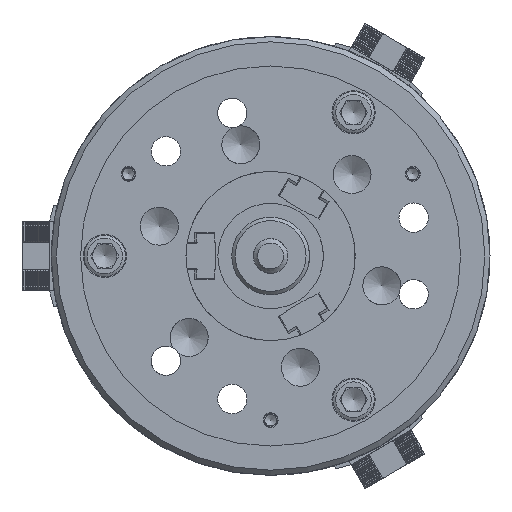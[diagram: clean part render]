
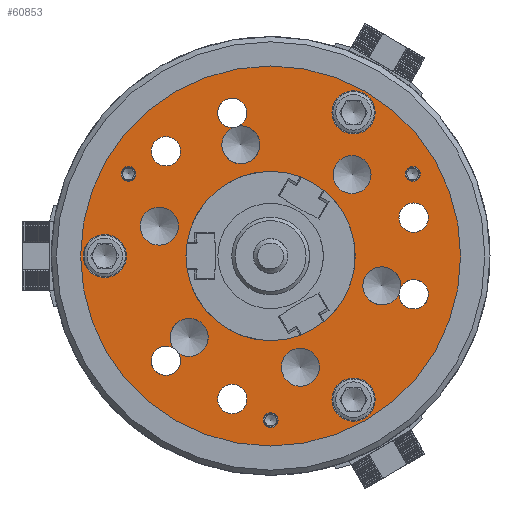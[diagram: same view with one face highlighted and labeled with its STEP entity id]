
A CAD part, left-side view. The second image highlights one B-rep face of the part: STEP entity #60853.
In plain terms, the highlighted planar face has unit normal (-1, 0, 0).
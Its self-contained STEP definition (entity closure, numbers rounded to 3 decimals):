
#674=CIRCLE('',#64430,4.3);
#679=CIRCLE('',#64440,4.3);
#680=CIRCLE('',#64442,11.);
#683=CIRCLE('',#64448,11.);
#684=CIRCLE('',#64450,11.);
#687=CIRCLE('',#64456,11.);
#688=CIRCLE('',#64458,11.);
#694=CIRCLE('',#64470,4.3);
#696=CIRCLE('',#64474,11.);
#700=CIRCLE('',#64481,8.5);
#714=CIRCLE('',#64508,8.5);
#728=CIRCLE('',#64534,8.5);
#738=CIRCLE('',#64552,12.5);
#749=CIRCLE('',#64573,8.5);
#766=CIRCLE('',#64604,12.5);
#772=CIRCLE('',#64615,8.5);
#783=CIRCLE('',#64636,12.5);
#795=CIRCLE('',#64658,8.5);
#806=CIRCLE('',#64678,110.);
#807=CIRCLE('',#64680,49.);
#17722=ORIENTED_EDGE('',*,*,#26152,.T.);
#17723=ORIENTED_EDGE('',*,*,#26232,.T.);
#17724=ORIENTED_EDGE('',*,*,#26243,.T.);
#17725=ORIENTED_EDGE('',*,*,#26280,.T.);
#17726=ORIENTED_EDGE('',*,*,#26342,.F.);
#17727=ORIENTED_EDGE('',*,*,#26274,.T.);
#17728=ORIENTED_EDGE('',*,*,#26343,.T.);
#17729=ORIENTED_EDGE('',*,*,#26305,.F.);
#17730=ORIENTED_EDGE('',*,*,#26146,.F.);
#17731=ORIENTED_EDGE('',*,*,#26317,.F.);
#17732=ORIENTED_EDGE('',*,*,#26143,.F.);
#17733=ORIENTED_EDGE('',*,*,#26137,.F.);
#17734=ORIENTED_EDGE('',*,*,#26134,.F.);
#17735=ORIENTED_EDGE('',*,*,#26208,.F.);
#17736=ORIENTED_EDGE('',*,*,#26130,.F.);
#17737=ORIENTED_EDGE('',*,*,#26127,.F.);
#17738=ORIENTED_EDGE('',*,*,#26180,.F.);
#17739=ORIENTED_EDGE('',*,*,#26123,.F.);
#17740=ORIENTED_EDGE('',*,*,#26122,.F.);
#17741=ORIENTED_EDGE('',*,*,#26117,.F.);
#26117=EDGE_CURVE('',#31927,#31927,#674,.T.);
#26122=EDGE_CURVE('',#31933,#31933,#679,.T.);
#26123=EDGE_CURVE('',#31934,#31934,#680,.T.);
#26127=EDGE_CURVE('',#31940,#31941,#683,.T.);
#26130=EDGE_CURVE('',#31942,#31942,#684,.T.);
#26134=EDGE_CURVE('',#31948,#31949,#687,.T.);
#26137=EDGE_CURVE('',#31950,#31950,#688,.T.);
#26143=EDGE_CURVE('',#31958,#31958,#694,.T.);
#26146=EDGE_CURVE('',#31962,#31963,#696,.T.);
#26152=EDGE_CURVE('',#31967,#31967,#700,.T.);
#26180=EDGE_CURVE('',#31941,#31940,#714,.T.);
#26208=EDGE_CURVE('',#31949,#31948,#728,.T.);
#26232=EDGE_CURVE('',#32029,#32029,#738,.T.);
#26243=EDGE_CURVE('',#32041,#32041,#749,.T.);
#26274=EDGE_CURVE('',#32061,#32061,#766,.T.);
#26280=EDGE_CURVE('',#32067,#32067,#772,.T.);
#26305=EDGE_CURVE('',#32086,#32086,#783,.T.);
#26317=EDGE_CURVE('',#31963,#31962,#795,.T.);
#26342=EDGE_CURVE('',#32117,#32117,#806,.T.);
#26343=EDGE_CURVE('',#32118,#32118,#807,.T.);
#31927=VERTEX_POINT('',#96741);
#31933=VERTEX_POINT('',#96757);
#31934=VERTEX_POINT('',#96760);
#31940=VERTEX_POINT('',#96777);
#31941=VERTEX_POINT('',#96778);
#31942=VERTEX_POINT('',#96783);
#31948=VERTEX_POINT('',#96800);
#31949=VERTEX_POINT('',#96801);
#31950=VERTEX_POINT('',#96806);
#31958=VERTEX_POINT('',#96826);
#31962=VERTEX_POINT('',#96839);
#31963=VERTEX_POINT('',#96840);
#31967=VERTEX_POINT('',#96853);
#32029=VERTEX_POINT('',#97028);
#32041=VERTEX_POINT('',#97061);
#32061=VERTEX_POINT('',#97126);
#32067=VERTEX_POINT('',#97143);
#32086=VERTEX_POINT('',#97197);
#32117=VERTEX_POINT('',#97284);
#32118=VERTEX_POINT('',#97287);
#51488=EDGE_LOOP('',(#17722));
#51489=EDGE_LOOP('',(#17723));
#51490=EDGE_LOOP('',(#17724));
#51491=EDGE_LOOP('',(#17725));
#51492=EDGE_LOOP('',(#17726));
#51493=EDGE_LOOP('',(#17727));
#51494=EDGE_LOOP('',(#17728));
#51495=EDGE_LOOP('',(#17729));
#51496=EDGE_LOOP('',(#17730,#17731));
#51497=EDGE_LOOP('',(#17732));
#51498=EDGE_LOOP('',(#17733));
#51499=EDGE_LOOP('',(#17734,#17735));
#51500=EDGE_LOOP('',(#17736));
#51501=EDGE_LOOP('',(#17737,#17738));
#51502=EDGE_LOOP('',(#17739));
#51503=EDGE_LOOP('',(#17740));
#51504=EDGE_LOOP('',(#17741));
#54918=FACE_BOUND('',#51488,.T.);
#54919=FACE_BOUND('',#51489,.T.);
#54920=FACE_BOUND('',#51490,.T.);
#54921=FACE_BOUND('',#51491,.T.);
#54922=FACE_BOUND('',#51492,.T.);
#54923=FACE_BOUND('',#51493,.T.);
#54924=FACE_BOUND('',#51494,.T.);
#54925=FACE_BOUND('',#51495,.T.);
#54926=FACE_BOUND('',#51496,.T.);
#54927=FACE_BOUND('',#51497,.T.);
#54928=FACE_BOUND('',#51498,.T.);
#54929=FACE_BOUND('',#51499,.T.);
#54930=FACE_BOUND('',#51500,.T.);
#54931=FACE_BOUND('',#51501,.T.);
#54932=FACE_BOUND('',#51502,.T.);
#54933=FACE_BOUND('',#51503,.T.);
#54934=FACE_BOUND('',#51504,.T.);
#57776=PLANE('',#64679);
#60853=ADVANCED_FACE('',(#54918,#54919,#54920,#54921,#54922,#54923,#54924,
#54925,#54926,#54927,#54928,#54929,#54930,#54931,#54932,#54933,#54934),
#57776,.T.);
#64430=AXIS2_PLACEMENT_3D('',#96740,#79238,#79239);
#64440=AXIS2_PLACEMENT_3D('',#96756,#79258,#79259);
#64442=AXIS2_PLACEMENT_3D('',#96759,#79262,#79263);
#64448=AXIS2_PLACEMENT_3D('',#96776,#79274,#79275);
#64450=AXIS2_PLACEMENT_3D('',#96782,#79280,#79281);
#64456=AXIS2_PLACEMENT_3D('',#96799,#79292,#79293);
#64458=AXIS2_PLACEMENT_3D('',#96805,#79298,#79299);
#64470=AXIS2_PLACEMENT_3D('',#96825,#79322,#79323);
#64474=AXIS2_PLACEMENT_3D('',#96838,#79330,#79331);
#64481=AXIS2_PLACEMENT_3D('',#96852,#79346,#79347);
#64508=AXIS2_PLACEMENT_3D('',#96918,#79414,#79415);
#64534=AXIS2_PLACEMENT_3D('',#96976,#79480,#79481);
#64552=AXIS2_PLACEMENT_3D('',#97027,#79530,#79531);
#64573=AXIS2_PLACEMENT_3D('',#97060,#79572,#79573);
#64604=AXIS2_PLACEMENT_3D('',#97125,#79648,#79649);
#64615=AXIS2_PLACEMENT_3D('',#97142,#79670,#79671);
#64636=AXIS2_PLACEMENT_3D('',#97196,#79726,#79727);
#64658=AXIS2_PLACEMENT_3D('',#97231,#79770,#79771);
#64678=AXIS2_PLACEMENT_3D('',#97283,#79824,#79825);
#64679=AXIS2_PLACEMENT_3D('',#97285,#79826,#79827);
#64680=AXIS2_PLACEMENT_3D('',#97286,#79828,#79829);
#79238=DIRECTION('',(-1.,0.,0.));
#79239=DIRECTION('',(0.,0.,1.));
#79258=DIRECTION('',(-1.,0.,0.));
#79259=DIRECTION('',(0.,0.,1.));
#79262=DIRECTION('',(-1.,0.,0.));
#79263=DIRECTION('',(0.,0.,1.));
#79274=DIRECTION('',(-1.,0.,0.));
#79275=DIRECTION('',(0.,0.,1.));
#79280=DIRECTION('',(-1.,0.,0.));
#79281=DIRECTION('',(0.,0.,1.));
#79292=DIRECTION('',(-1.,0.,0.));
#79293=DIRECTION('',(0.,0.,1.));
#79298=DIRECTION('',(-1.,0.,0.));
#79299=DIRECTION('',(0.,0.,1.));
#79322=DIRECTION('',(-1.,0.,0.));
#79323=DIRECTION('',(0.,0.,1.));
#79330=DIRECTION('',(-1.,0.,0.));
#79331=DIRECTION('',(0.,0.,1.));
#79346=DIRECTION('',(1.,0.,0.));
#79347=DIRECTION('',(0.,0.,-1.));
#79414=DIRECTION('',(-1.,0.,0.));
#79415=DIRECTION('',(0.,-0.866,-0.5));
#79480=DIRECTION('',(-1.,0.,0.));
#79481=DIRECTION('',(0.,0.866,-0.5));
#79530=DIRECTION('',(1.,0.,0.));
#79531=DIRECTION('',(0.,0.866,0.5));
#79572=DIRECTION('',(1.,0.,0.));
#79573=DIRECTION('',(0.,0.866,0.5));
#79648=DIRECTION('',(1.,0.,0.));
#79649=DIRECTION('',(0.,-0.866,0.5));
#79670=DIRECTION('',(1.,0.,0.));
#79671=DIRECTION('',(0.,-0.866,0.5));
#79726=DIRECTION('',(-1.,0.,0.));
#79727=DIRECTION('',(0.,0.,1.));
#79770=DIRECTION('',(-1.,0.,0.));
#79771=DIRECTION('',(0.,0.,1.));
#79824=DIRECTION('',(1.,0.,0.));
#79825=DIRECTION('',(0.,0.,-1.));
#79826=DIRECTION('',(-1.,0.,0.));
#79827=DIRECTION('',(0.,0.,1.));
#79828=DIRECTION('',(1.,0.,0.));
#79829=DIRECTION('',(0.,0.,-1.));
#96740=CARTESIAN_POINT('',(-84.,82.272,47.5));
#96741=CARTESIAN_POINT('',(-84.,82.272,51.8));
#96756=CARTESIAN_POINT('',(-84.,-82.272,47.5));
#96757=CARTESIAN_POINT('',(-84.,-82.272,51.8));
#96759=CARTESIAN_POINT('',(-84.,64.403,17.257));
#96760=CARTESIAN_POINT('',(-84.,64.403,28.257));
#96776=CARTESIAN_POINT('',(-84.,17.257,64.403));
#96777=CARTESIAN_POINT('',(-84.,22.047,74.305));
#96778=CARTESIAN_POINT('',(-84.,18.059,75.374));
#96782=CARTESIAN_POINT('',(-84.,-47.146,47.146));
#96783=CARTESIAN_POINT('',(-84.,-47.146,58.146));
#96799=CARTESIAN_POINT('',(-84.,-64.403,-17.257));
#96800=CARTESIAN_POINT('',(-84.,-75.374,-18.059));
#96801=CARTESIAN_POINT('',(-84.,-74.305,-22.047));
#96805=CARTESIAN_POINT('',(-84.,-17.257,-64.403));
#96806=CARTESIAN_POINT('',(-84.,-17.257,-53.403));
#96825=CARTESIAN_POINT('',(-84.,0.,-95.));
#96826=CARTESIAN_POINT('',(-84.,0.,-90.7));
#96838=CARTESIAN_POINT('',(-84.,47.146,-47.146));
#96839=CARTESIAN_POINT('',(-84.,53.326,-56.246));
#96840=CARTESIAN_POINT('',(-84.,56.246,-53.326));
#96852=CARTESIAN_POINT('',(-84.,60.617,60.617));
#96853=CARTESIAN_POINT('',(-84.,60.617,52.117));
#96918=CARTESIAN_POINT('',(-84.,22.187,82.804));
#96976=CARTESIAN_POINT('',(-84.,-82.804,-22.187));
#97027=CARTESIAN_POINT('',(-84.,-48.,83.138));
#97028=CARTESIAN_POINT('',(-84.,-37.175,89.388));
#97060=CARTESIAN_POINT('',(-84.,-82.804,22.187));
#97061=CARTESIAN_POINT('',(-84.,-75.443,26.437));
#97125=CARTESIAN_POINT('',(-84.,-48.,-83.138));
#97126=CARTESIAN_POINT('',(-84.,-58.825,-76.888));
#97142=CARTESIAN_POINT('',(-84.,22.187,-82.804));
#97143=CARTESIAN_POINT('',(-84.,14.826,-78.554));
#97196=CARTESIAN_POINT('',(-84.,96.,0.));
#97197=CARTESIAN_POINT('',(-84.,96.,12.5));
#97231=CARTESIAN_POINT('',(-84.,60.617,-60.617));
#97283=CARTESIAN_POINT('',(-84.,0.,0.));
#97284=CARTESIAN_POINT('',(-84.,0.,-110.));
#97285=CARTESIAN_POINT('',(-84.,55.,-95.263));
#97286=CARTESIAN_POINT('',(-84.,0.,0.));
#97287=CARTESIAN_POINT('',(-84.,0.,-49.));
